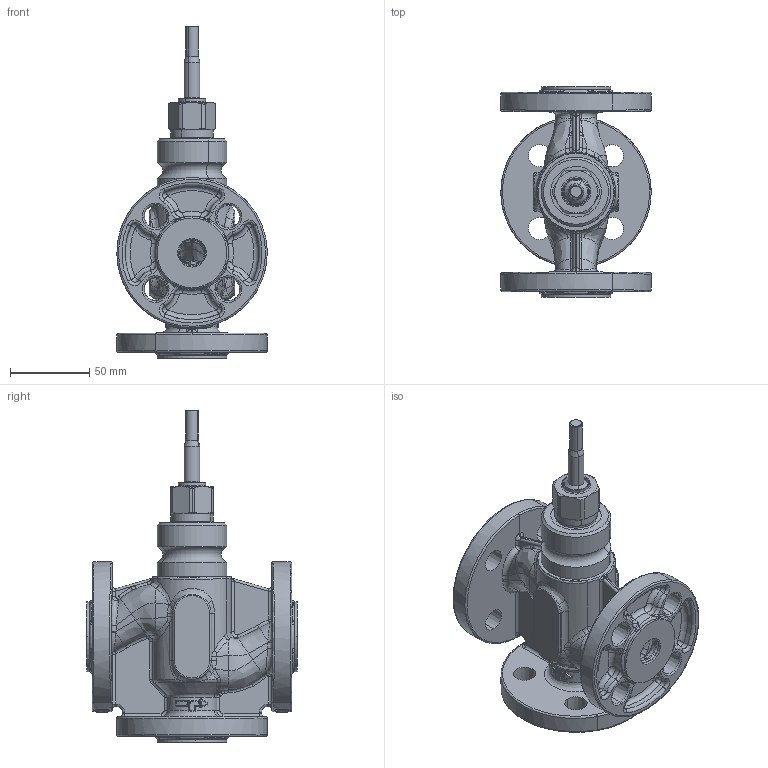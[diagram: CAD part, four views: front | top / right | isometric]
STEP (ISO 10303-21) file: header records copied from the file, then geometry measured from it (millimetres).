
FILE_DESCRIPTION(('CATIA V5 STEP Exchange'),'2;1');
FILE_NAME('VLA335 DN15.stp','2014-08-07T12:02:13+00:00',('none'),('none'),'CATIA Version 5 Release 20 SP 6 (IN-10)','CATIA V5 STEP AP214','none');
FILE_SCHEMA(('AUTOMOTIVE_DESIGN { 1 0 10303 214 1 1 1 1 }'));
Products named in the file (10): Product4; 6022; 954-1367s1; 953-1008; 954-1363; 954-1362; fett; 954-1388; 954-1352; 6108-01
Assembly tree (13 placements, depth 3):
  Product4
    6022
    954-1367s1
      953-1008
      954-1363  x2
      954-1362  x2
      fett
      954-1388
    954-1352
    6108-01  x3
Bounding box: 94.98 x 133 x 209.86 mm (x, y, z)
Volume: 343948 mm3; surface area: 134906.2 mm2
Topology: 12 solids, 12 shells, 1580 faces, 3635 edges, 2046 vertices
Faces by surface type: bspline 585, torus 383, cylinder 254, cone 193, plane 105, sphere 38, extrusion 22
Entity records: 97446 total; most frequent: CARTESIAN_POINT 68791, ORIENTED_EDGE 7058, EDGE_CURVE 3529, DIRECTION 3469, AXIS2_PLACEMENT_3D 2136, VERTEX_POINT 2010, B_SPLINE_CURVE_WITH_KNOTS 1668, EDGE_LOOP 1605
